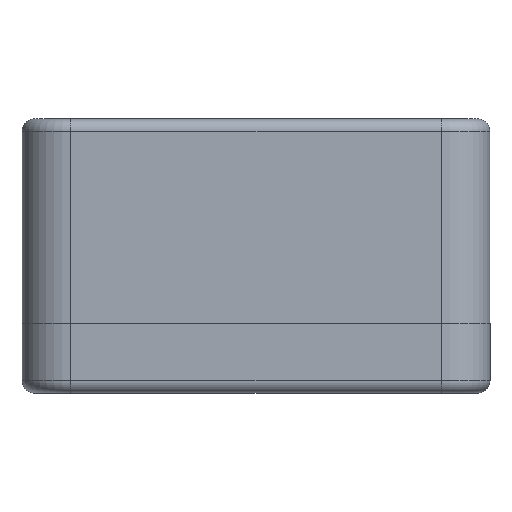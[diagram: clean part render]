
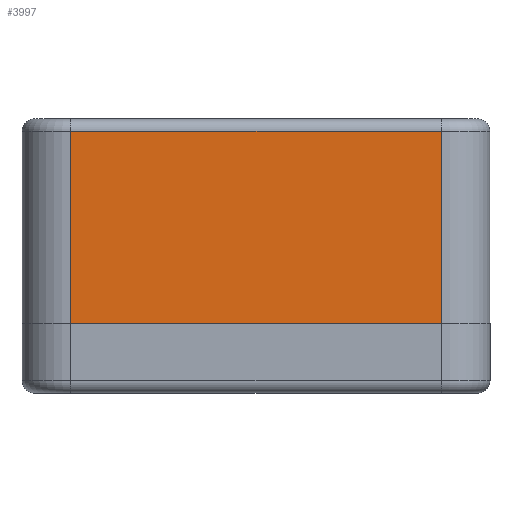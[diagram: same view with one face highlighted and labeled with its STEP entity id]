
A CAD part, front view. The second image highlights one B-rep face of the part: STEP entity #3997.
In plain terms, the highlighted planar face has unit normal (0, -1, 0).
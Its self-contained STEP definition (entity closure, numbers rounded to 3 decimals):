
#515=FACE_OUTER_BOUND('',#757,.T.);
#757=EDGE_LOOP('',(#3528,#3529,#3530,#3531));
#1104=LINE('',#6542,#1496);
#1167=LINE('',#6759,#1559);
#1168=LINE('',#6763,#1560);
#1169=LINE('',#6764,#1561);
#1496=VECTOR('',#5288,23.622);
#1559=VECTOR('',#5529,12.249);
#1560=VECTOR('',#5534,12.249);
#1561=VECTOR('',#5535,23.622);
#1892=VERTEX_POINT('',#6539);
#1893=VERTEX_POINT('',#6541);
#1958=VERTEX_POINT('',#6758);
#1959=VERTEX_POINT('',#6762);
#2396=EDGE_CURVE('',#1893,#1892,#1104,.T.);
#2506=EDGE_CURVE('',#1958,#1893,#1167,.F.);
#2508=EDGE_CURVE('',#1892,#1959,#1168,.T.);
#2509=EDGE_CURVE('',#1959,#1958,#1169,.F.);
#3528=ORIENTED_EDGE('',*,*,#2508,.T.);
#3529=ORIENTED_EDGE('',*,*,#2509,.T.);
#3530=ORIENTED_EDGE('',*,*,#2506,.T.);
#3531=ORIENTED_EDGE('',*,*,#2396,.T.);
#3803=PLANE('',#4417);
#3997=ADVANCED_FACE('',(#515),#3803,.T.);
#4417=AXIS2_PLACEMENT_3D('',#6761,#5532,#5533);
#5288=DIRECTION('',(1.,0.,0.));
#5529=DIRECTION('',(0.,0.,1.));
#5532=DIRECTION('center_axis',(0.,-1.,0.));
#5533=DIRECTION('ref_axis',(1.,0.,0.));
#5534=DIRECTION('',(0.,0.,1.));
#5535=DIRECTION('',(1.,0.,0.));
#6539=CARTESIAN_POINT('',(11.811,-28.446,-12.027));
#6541=CARTESIAN_POINT('',(-11.811,-28.446,-12.027));
#6542=CARTESIAN_POINT('',(-11.811,-28.446,-12.027));
#6758=CARTESIAN_POINT('',(-11.811,-28.446,0.222));
#6759=CARTESIAN_POINT('',(-11.811,-28.446,-12.027));
#6761=CARTESIAN_POINT('Origin',(-14.923,-28.446,-12.027));
#6762=CARTESIAN_POINT('',(11.811,-28.446,0.222));
#6763=CARTESIAN_POINT('',(11.811,-28.446,-12.027));
#6764=CARTESIAN_POINT('',(-11.811,-28.446,0.222));
